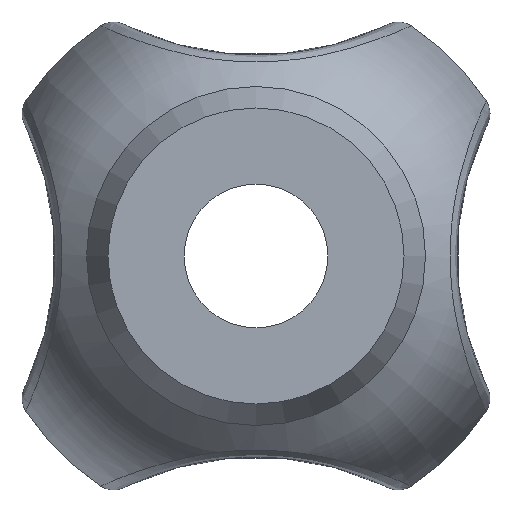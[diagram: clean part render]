
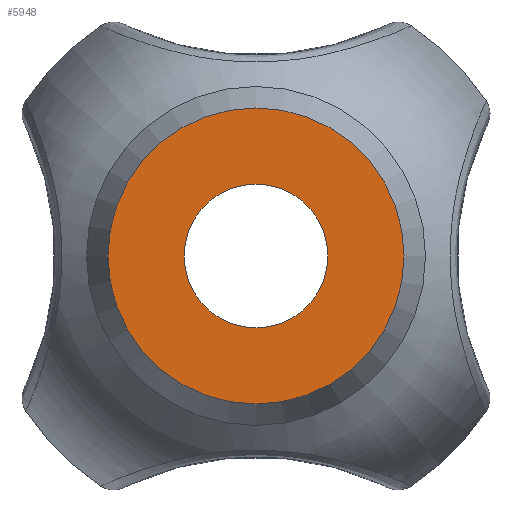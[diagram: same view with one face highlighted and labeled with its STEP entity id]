
A CAD part, left-side view. The second image highlights one B-rep face of the part: STEP entity #5948.
In plain terms, the highlighted planar face has unit normal (-1, 0, 0).
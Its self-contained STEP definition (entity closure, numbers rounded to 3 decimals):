
#4650 = EDGE_CURVE('',#4651,#4651,#4653,.T.);
#4651 = VERTEX_POINT('',#4652);
#4652 = CARTESIAN_POINT('',(20.,0.,-5.153));
#4653 = CIRCLE('',#4654,5.153);
#4654 = AXIS2_PLACEMENT_3D('',#4655,#4656,#4657);
#4655 = CARTESIAN_POINT('',(20.,0.,0.));
#4656 = DIRECTION('',(1.,-0.,0.));
#4657 = DIRECTION('',(0.,0.,-1.));
#5948 = ADVANCED_FACE('',(#5949,#5952),#5963,.F.);
#5949 = FACE_BOUND('',#5950,.F.);
#5950 = EDGE_LOOP('',(#5951));
#5951 = ORIENTED_EDGE('',*,*,#4650,.T.);
#5952 = FACE_BOUND('',#5953,.F.);
#5953 = EDGE_LOOP('',(#5954));
#5954 = ORIENTED_EDGE('',*,*,#5955,.T.);
#5955 = EDGE_CURVE('',#5956,#5956,#5958,.T.);
#5956 = VERTEX_POINT('',#5957);
#5957 = CARTESIAN_POINT('',(20.,-2.5,0.));
#5958 = CIRCLE('',#5959,2.5);
#5959 = AXIS2_PLACEMENT_3D('',#5960,#5961,#5962);
#5960 = CARTESIAN_POINT('',(20.,0.,0.));
#5961 = DIRECTION('',(-1.,0.,0.));
#5962 = DIRECTION('',(0.,-1.,0.));
#5963 = PLANE('',#5964);
#5964 = AXIS2_PLACEMENT_3D('',#5965,#5966,#5967);
#5965 = CARTESIAN_POINT('',(20.,0.,0.));
#5966 = DIRECTION('',(1.,0.,0.));
#5967 = DIRECTION('',(0.,0.,1.));
